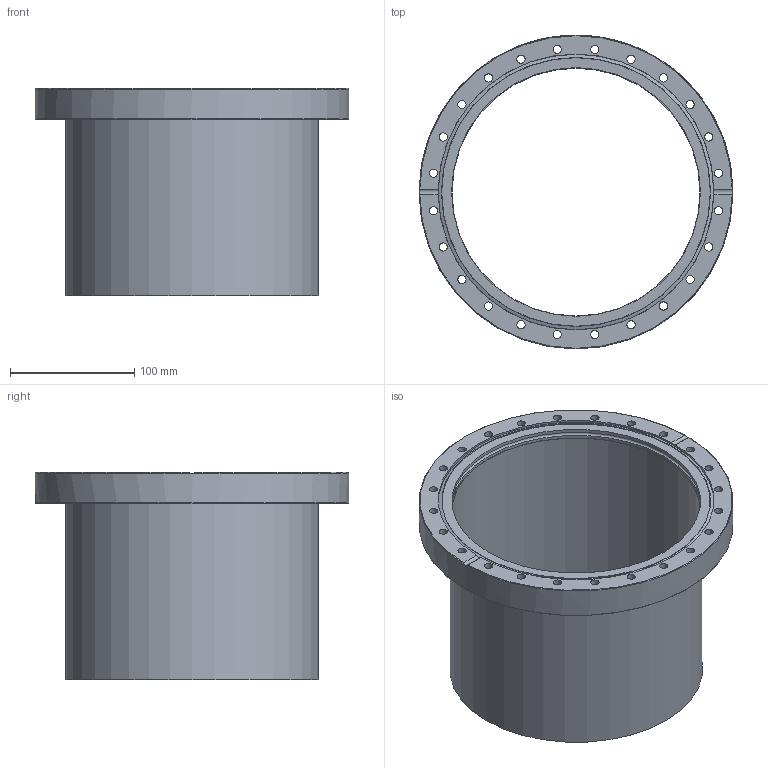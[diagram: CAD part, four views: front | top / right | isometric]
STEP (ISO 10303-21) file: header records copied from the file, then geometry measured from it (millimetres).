
FILE_DESCRIPTION((''),'2;1');
FILE_NAME('TU200RT-316LNS.stp','2009-04-09T13:04:30',('hasers'),(''),'Autodesk Inventor 2008','Autodesk Inventor 2008','');
FILE_SCHEMA(('AUTOMOTIVE_DESIGN { 1 0 10303 214 1 1 1 1 }'));
Length unit declared in the file: millimetre
Products named in the file (4): TU200RT-316LNS; CF-R [Subject [Summary]=-316LNS][Title [Summary]=F200RIB204]; CF-R [Subject [Summary]=-316LNS][Title [Summary]=F200ROT]; Rohre [Subject [Summary]=normal][Keywords [Summary]=1.4404][Title [Summary]=204x2,0 (0,5m)]_2
Assembly tree (3 placements, depth 2):
  TU200RT-316LNS
    CF-R [Subject [Summary]=-316LNS][Title [Summary]=F200RIB204]
    CF-R [Subject [Summary]=-316LNS][Title [Summary]=F200ROT]
    Rohre [Subject [Summary]=normal][Keywords [Summary]=1.4404][Title [Summary]=204x2,0 (0,5m)]_2
Bounding box: 253 x 253 x 167 mm (x, y, z)
Volume: 599789.2 mm3; surface area: 317914.6 mm2
Topology: 3 solids, 3 shells, 57 faces, 166 edges, 116 vertices
Faces by surface type: bspline 32, torus 8, plane 7, cylinder 7, cone 3
Full cylindrical faces by diameter (mm): 200 x1, 204 x1, 222.1 x1, 223 x1, 253 x1
Entity records: 2172 total; most frequent: CARTESIAN_POINT 878, DIRECTION 228, ORIENTED_EDGE 184, EDGE_LOOP 156, AXIS2_PLACEMENT_3D 112, FACE_BOUND 99, EDGE_CURVE 92, VERTEX_POINT 86
